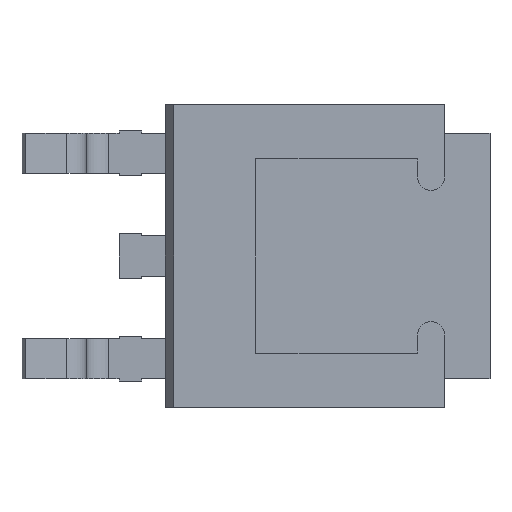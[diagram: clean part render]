
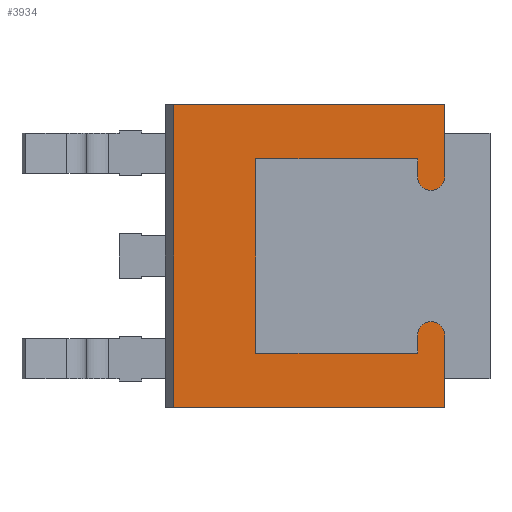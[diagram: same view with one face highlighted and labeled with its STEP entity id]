
A CAD part, front view. The second image highlights one B-rep face of the part: STEP entity #3934.
In plain terms, the highlighted planar face has unit normal (0, -1, 0).
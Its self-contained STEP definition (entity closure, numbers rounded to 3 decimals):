
#50 = CARTESIAN_POINT ( 'NONE',  ( -3.11, 0., 3.365 ) ) ;
#78 = CARTESIAN_POINT ( 'NONE',  ( -1.09, 0., 2.16 ) ) ;
#93 = VECTOR ( 'NONE', #2744, 1000. ) ;
#214 = VERTEX_POINT ( 'NONE', #3195 ) ;
#239 = DIRECTION ( 'NONE',  ( 0., 0., -1. ) ) ;
#304 = LINE ( 'NONE', #78, #3770 ) ;
#309 = VERTEX_POINT ( 'NONE', #3927 ) ;
#520 = VECTOR ( 'NONE', #3076, 1000. ) ;
#521 = FACE_OUTER_BOUND ( 'NONE', #1110, .T. ) ;
#586 = ORIENTED_EDGE ( 'NONE', *, *, #1096, .F. ) ;
#592 = CIRCLE ( 'NONE', #1320, 0.3 ) ;
#630 = ORIENTED_EDGE ( 'NONE', *, *, #1934, .F. ) ;
#659 = CARTESIAN_POINT ( 'NONE',  ( 3.11, 0., -1.76 ) ) ;
#674 = AXIS2_PLACEMENT_3D ( 'NONE', #3619, #1806, #3930 ) ;
#694 = LINE ( 'NONE', #1546, #3017 ) ;
#697 = EDGE_CURVE ( 'NONE', #3062, #866, #3803, .T. ) ;
#701 = LINE ( 'NONE', #2922, #1405 ) ;
#708 = CARTESIAN_POINT ( 'NONE',  ( -1.09, 0., 2.16 ) ) ;
#763 = CARTESIAN_POINT ( 'NONE',  ( 2.81, 0., -1.76 ) ) ;
#771 = DIRECTION ( 'NONE',  ( -1., 0., 0. ) ) ;
#866 = VERTEX_POINT ( 'NONE', #1397 ) ;
#952 = CARTESIAN_POINT ( 'NONE',  ( 3.11, 0., 3.365 ) ) ;
#992 = CARTESIAN_POINT ( 'NONE',  ( 3.11, 0., -3.365 ) ) ;
#1042 = VECTOR ( 'NONE', #2490, 1000. ) ;
#1066 = DIRECTION ( 'NONE',  ( 0., 0., 1. ) ) ;
#1096 = EDGE_CURVE ( 'NONE', #1585, #1354, #694, .T. ) ;
#1110 = EDGE_LOOP ( 'NONE', ( #3510, #3916, #630, #1885, #1785, #3489, #1820, #1249, #2254, #1524, #586, #1783, #3909 ) ) ;
#1162 = PLANE ( 'NONE',  #674 ) ;
#1215 = AXIS2_PLACEMENT_3D ( 'NONE', #3881, #2052, #239 ) ;
#1249 = ORIENTED_EDGE ( 'NONE', *, *, #3877, .F. ) ;
#1320 = AXIS2_PLACEMENT_3D ( 'NONE', #1732, #3851, #2035 ) ;
#1321 = LINE ( 'NONE', #2762, #520 ) ;
#1354 = VERTEX_POINT ( 'NONE', #1787 ) ;
#1395 = VERTEX_POINT ( 'NONE', #2997 ) ;
#1397 = CARTESIAN_POINT ( 'NONE',  ( 2.51, 0., 2.16 ) ) ;
#1405 = VECTOR ( 'NONE', #3843, 1000. ) ;
#1455 = VECTOR ( 'NONE', #771, 1000. ) ;
#1524 = ORIENTED_EDGE ( 'NONE', *, *, #3423, .F. ) ;
#1546 = CARTESIAN_POINT ( 'NONE',  ( -1.09, 0., -2.16 ) ) ;
#1585 = VERTEX_POINT ( 'NONE', #3121 ) ;
#1696 = CIRCLE ( 'NONE', #2407, 0.3 ) ;
#1732 = CARTESIAN_POINT ( 'NONE',  ( 2.81, 0., 1.76 ) ) ;
#1780 = VERTEX_POINT ( 'NONE', #708 ) ;
#1783 = ORIENTED_EDGE ( 'NONE', *, *, #2602, .F. ) ;
#1785 = ORIENTED_EDGE ( 'NONE', *, *, #3527, .F. ) ;
#1787 = CARTESIAN_POINT ( 'NONE',  ( 2.51, 0., -2.16 ) ) ;
#1805 = LINE ( 'NONE', #2436, #93 ) ;
#1806 = DIRECTION ( 'NONE',  ( 0., 1., 0. ) ) ;
#1820 = ORIENTED_EDGE ( 'NONE', *, *, #3659, .F. ) ;
#1855 = LINE ( 'NONE', #50, #1042 ) ;
#1885 = ORIENTED_EDGE ( 'NONE', *, *, #2671, .F. ) ;
#1895 = EDGE_CURVE ( 'NONE', #1995, #2543, #701, .T. ) ;
#1934 = EDGE_CURVE ( 'NONE', #309, #3290, #592, .T. ) ;
#1953 = VECTOR ( 'NONE', #2369, 1000. ) ;
#1969 = CARTESIAN_POINT ( 'NONE',  ( 2.51, 0., 2.16 ) ) ;
#1995 = VERTEX_POINT ( 'NONE', #2644 ) ;
#2035 = DIRECTION ( 'NONE',  ( 0., 0., -1. ) ) ;
#2052 = DIRECTION ( 'NONE',  ( 0., 1., 0. ) ) ;
#2102 = VERTEX_POINT ( 'NONE', #659 ) ;
#2179 = DIRECTION ( 'NONE',  ( 1., 0., 0. ) ) ;
#2202 = CARTESIAN_POINT ( 'NONE',  ( 2.81, 0., 1.46 ) ) ;
#2254 = ORIENTED_EDGE ( 'NONE', *, *, #2327, .F. ) ;
#2327 = EDGE_CURVE ( 'NONE', #1395, #2102, #1696, .T. ) ;
#2356 = CARTESIAN_POINT ( 'NONE',  ( 3.11, 0., -3.365 ) ) ;
#2369 = DIRECTION ( 'NONE',  ( 0., 0., -1. ) ) ;
#2407 = AXIS2_PLACEMENT_3D ( 'NONE', #763, #2898, #1066 ) ;
#2436 = CARTESIAN_POINT ( 'NONE',  ( -1.09, 0., 2.16 ) ) ;
#2490 = DIRECTION ( 'NONE',  ( 1., 0., 0. ) ) ;
#2499 = VERTEX_POINT ( 'NONE', #952 ) ;
#2543 = VERTEX_POINT ( 'NONE', #3100 ) ;
#2602 = EDGE_CURVE ( 'NONE', #1780, #1585, #304, .T. ) ;
#2604 = CARTESIAN_POINT ( 'NONE',  ( -3.11, 0., -3.365 ) ) ;
#2644 = CARTESIAN_POINT ( 'NONE',  ( -2.91, 0., -3.365 ) ) ;
#2671 = EDGE_CURVE ( 'NONE', #2499, #309, #2952, .T. ) ;
#2744 = DIRECTION ( 'NONE',  ( -1., 0., 0. ) ) ;
#2752 = LINE ( 'NONE', #2356, #1953 ) ;
#2762 = CARTESIAN_POINT ( 'NONE',  ( 2.51, 0., -2.16 ) ) ;
#2898 = DIRECTION ( 'NONE',  ( 0., 1., 0. ) ) ;
#2922 = CARTESIAN_POINT ( 'NONE',  ( -2.91, 0., -3.365 ) ) ;
#2952 = LINE ( 'NONE', #992, #3572 ) ;
#2976 = EDGE_CURVE ( 'NONE', #3290, #3062, #2988, .T. ) ;
#2988 = CIRCLE ( 'NONE', #1215, 0.3 ) ;
#2997 = CARTESIAN_POINT ( 'NONE',  ( 2.51, 0., -1.76 ) ) ;
#3017 = VECTOR ( 'NONE', #2179, 1000. ) ;
#3062 = VERTEX_POINT ( 'NONE', #3926 ) ;
#3076 = DIRECTION ( 'NONE',  ( 0., 0., 1. ) ) ;
#3100 = CARTESIAN_POINT ( 'NONE',  ( -2.91, 0., 3.365 ) ) ;
#3121 = CARTESIAN_POINT ( 'NONE',  ( -1.09, 0., -2.16 ) ) ;
#3131 = EDGE_CURVE ( 'NONE', #866, #1780, #1805, .T. ) ;
#3163 = DIRECTION ( 'NONE',  ( 0., 0., 1. ) ) ;
#3195 = CARTESIAN_POINT ( 'NONE',  ( 3.11, 0., -3.365 ) ) ;
#3290 = VERTEX_POINT ( 'NONE', #2202 ) ;
#3423 = EDGE_CURVE ( 'NONE', #1354, #1395, #1321, .T. ) ;
#3429 = DIRECTION ( 'NONE',  ( 0., 0., -1. ) ) ;
#3489 = ORIENTED_EDGE ( 'NONE', *, *, #1895, .F. ) ;
#3510 = ORIENTED_EDGE ( 'NONE', *, *, #697, .F. ) ;
#3527 = EDGE_CURVE ( 'NONE', #2543, #2499, #1855, .T. ) ;
#3572 = VECTOR ( 'NONE', #3749, 1000. ) ;
#3619 = CARTESIAN_POINT ( 'NONE',  ( 0., 0., 0. ) ) ;
#3659 = EDGE_CURVE ( 'NONE', #214, #1995, #3810, .T. ) ;
#3749 = DIRECTION ( 'NONE',  ( 0., 0., -1. ) ) ;
#3764 = VECTOR ( 'NONE', #3163, 1000. ) ;
#3770 = VECTOR ( 'NONE', #3429, 1000. ) ;
#3803 = LINE ( 'NONE', #1969, #3764 ) ;
#3810 = LINE ( 'NONE', #2604, #1455 ) ;
#3843 = DIRECTION ( 'NONE',  ( 0., 0., 1. ) ) ;
#3851 = DIRECTION ( 'NONE',  ( 0., 1., 0. ) ) ;
#3877 = EDGE_CURVE ( 'NONE', #2102, #214, #2752, .T. ) ;
#3881 = CARTESIAN_POINT ( 'NONE',  ( 2.81, 0., 1.76 ) ) ;
#3909 = ORIENTED_EDGE ( 'NONE', *, *, #3131, .F. ) ;
#3916 = ORIENTED_EDGE ( 'NONE', *, *, #2976, .F. ) ;
#3926 = CARTESIAN_POINT ( 'NONE',  ( 2.51, 0., 1.76 ) ) ;
#3927 = CARTESIAN_POINT ( 'NONE',  ( 3.11, 0., 1.76 ) ) ;
#3930 = DIRECTION ( 'NONE',  ( 0., 0., 1. ) ) ;
#3934 = ADVANCED_FACE ( 'NONE', ( #521 ), #1162, .F. ) ;
